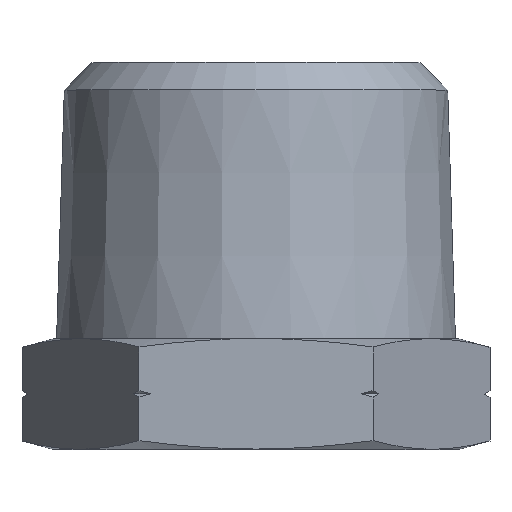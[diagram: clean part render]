
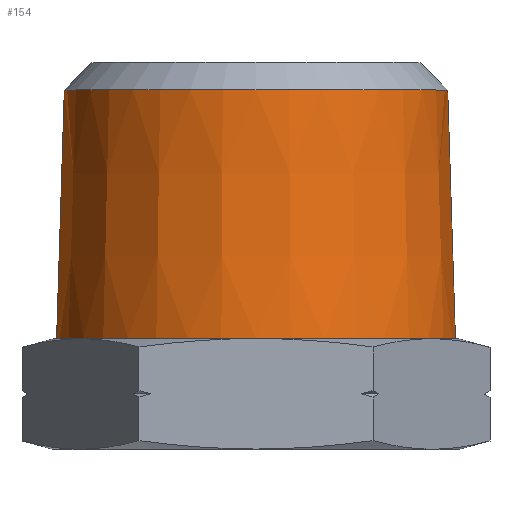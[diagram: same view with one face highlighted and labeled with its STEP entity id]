
A CAD part, top view. The second image highlights one B-rep face of the part: STEP entity #154.
In plain terms, the highlighted conical face has half-angle 1.78 degrees and reference radius 10.615 mm.
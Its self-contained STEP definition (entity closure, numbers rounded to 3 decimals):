
#154=ADVANCED_FACE('',(#318),#319,.T.);
#318=FACE_OUTER_BOUND('',#487,.T.);
#319=CONICAL_SURFACE('',#488,10.615,0.031);
#487=EDGE_LOOP('',(#856,#857,#858,#859));
#488=AXIS2_PLACEMENT_3D('',#860,#861,#862);
#856=ORIENTED_EDGE('',*,*,#1089,.T.);
#857=ORIENTED_EDGE('',*,*,#1053,.T.);
#858=ORIENTED_EDGE('',*,*,#1091,.T.);
#859=ORIENTED_EDGE('',*,*,#1136,.F.);
#860=CARTESIAN_POINT('',(0.0,12.751,0.0));
#861=DIRECTION('',(-0.0,-1.0,0.0));
#862=DIRECTION('',(-1.0,0.0,0.0));
#1053=EDGE_CURVE('',#1273,#1274,#1275,.T.);
#1089=EDGE_CURVE('',#1324,#1273,#1325,.T.);
#1091=EDGE_CURVE('',#1274,#1326,#1328,.T.);
#1136=EDGE_CURVE('',#1324,#1326,#1380,.T.);
#1273=VERTEX_POINT('',#1739);
#1274=VERTEX_POINT('',#1740);
#1275=CIRCLE('',#1741,10.825);
#1324=VERTEX_POINT('',#1879);
#1325=LINE('',#1880,#1881);
#1326=VERTEX_POINT('',#1882);
#1328=LINE('',#1884,#1885);
#1380=CIRCLE('',#2032,10.405);
#1739=CARTESIAN_POINT('',(-10.825,6.0,0.0));
#1740=CARTESIAN_POINT('',(10.825,6.0,0.));
#1741=AXIS2_PLACEMENT_3D('',#2177,#2178,#2179);
#1879=CARTESIAN_POINT('',(-10.405,19.502,0.0));
#1880=CARTESIAN_POINT('',(-10.615,12.751,0.));
#1881=VECTOR('',#2215,1.0);
#1882=CARTESIAN_POINT('',(10.405,19.502,0.));
#1884=CARTESIAN_POINT('',(10.615,12.751,0.));
#1885=VECTOR('',#2219,1.0);
#2032=AXIS2_PLACEMENT_3D('',#2261,#2262,#2263);
#2177=CARTESIAN_POINT('',(0.0,6.0,0.0));
#2178=DIRECTION('',(0.0,1.0,0.0));
#2179=DIRECTION('',(-1.0,0.0,0.0));
#2215=DIRECTION('',(-0.031,-1.,0.));
#2219=DIRECTION('',(-0.031,1.,0.));
#2261=CARTESIAN_POINT('',(0.0,19.502,0.0));
#2262=DIRECTION('',(0.0,1.0,0.0));
#2263=DIRECTION('',(-1.0,0.0,0.0));
